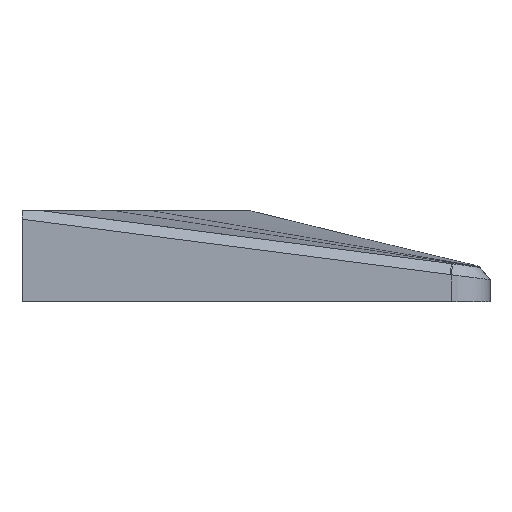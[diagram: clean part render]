
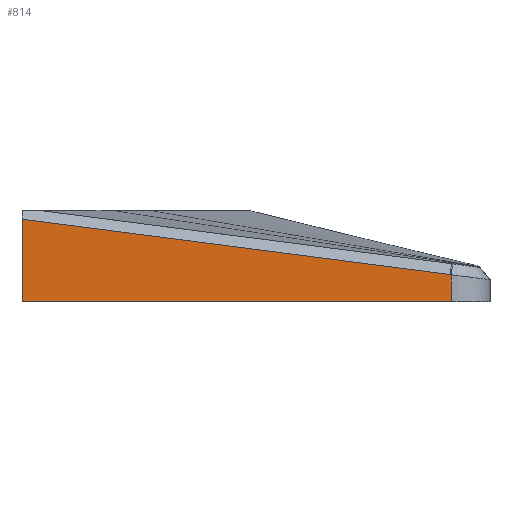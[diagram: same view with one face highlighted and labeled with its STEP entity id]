
A CAD part, left-side view. The second image highlights one B-rep face of the part: STEP entity #814.
In plain terms, the highlighted planar face has unit normal (-1, 0, 0).
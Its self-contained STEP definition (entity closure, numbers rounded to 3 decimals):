
#107=FACE_OUTER_BOUND('',#159,.T.);
#159=EDGE_LOOP('',(#720,#721,#722,#723,#724));
#187=LINE('',#1392,#260);
#207=LINE('',#1569,#280);
#231=LINE('',#1640,#304);
#233=LINE('',#1644,#306);
#260=VECTOR('',#957,10.);
#280=VECTOR('',#987,10.);
#304=VECTOR('',#1061,10.);
#306=VECTOR('',#1067,10.);
#321=B_SPLINE_CURVE_WITH_KNOTS('',3,(#1414,#1415,#1416,#1417),
 .UNSPECIFIED.,.F.,.F.,(4,4),(-1.571,-1.534),
 .UNSPECIFIED.);
#344=VERTEX_POINT('',#1208);
#362=VERTEX_POINT('',#1389);
#363=VERTEX_POINT('',#1391);
#379=VERTEX_POINT('',#1568);
#401=VERTEX_POINT('',#1638);
#448=EDGE_CURVE('',#362,#363,#187,.T.);
#452=EDGE_CURVE('',#363,#344,#321,.T.);
#476=EDGE_CURVE('',#344,#379,#207,.T.);
#512=EDGE_CURVE('',#401,#362,#231,.T.);
#514=EDGE_CURVE('',#401,#379,#233,.T.);
#720=ORIENTED_EDGE('',*,*,#448,.F.);
#721=ORIENTED_EDGE('',*,*,#512,.F.);
#722=ORIENTED_EDGE('',*,*,#514,.T.);
#723=ORIENTED_EDGE('',*,*,#476,.F.);
#724=ORIENTED_EDGE('',*,*,#452,.F.);
#765=PLANE('',#885);
#814=ADVANCED_FACE('',(#107),#765,.T.);
#885=AXIS2_PLACEMENT_3D('',#1643,#1065,#1066);
#957=DIRECTION('',(0.,-0.992,-0.128));
#987=DIRECTION('',(0.,0.,-1.));
#1061=DIRECTION('',(0.,0.,1.));
#1065=DIRECTION('center_axis',(-1.,0.,0.));
#1066=DIRECTION('ref_axis',(0.,-1.,0.));
#1067=DIRECTION('',(0.,-1.,0.));
#1208=CARTESIAN_POINT('',(0.,-77.975,4.889));
#1389=CARTESIAN_POINT('',(0.,0.,14.971));
#1391=CARTESIAN_POINT('',(0.,-77.719,4.922));
#1392=CARTESIAN_POINT('',(0.,-44.787,9.18));
#1414=CARTESIAN_POINT('Ctrl Pts',(0.,-77.719,4.922));
#1415=CARTESIAN_POINT('Ctrl Pts',(0.,-77.804,4.911));
#1416=CARTESIAN_POINT('Ctrl Pts',(0.,-77.889,4.9));
#1417=CARTESIAN_POINT('Ctrl Pts',(0.,-77.975,4.889));
#1568=CARTESIAN_POINT('',(0.,-77.975,0.));
#1569=CARTESIAN_POINT('',(0.,-77.975,0.));
#1638=CARTESIAN_POINT('',(0.,0.,0.));
#1640=CARTESIAN_POINT('',(0.,0.,0.));
#1643=CARTESIAN_POINT('Origin',(0.,-3.,0.));
#1644=CARTESIAN_POINT('',(0.,0.,0.));
